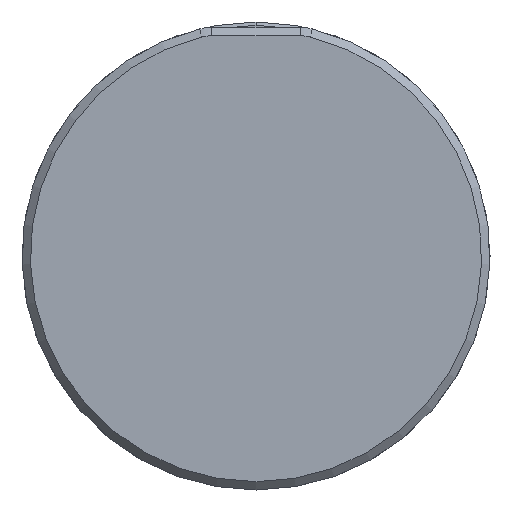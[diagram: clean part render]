
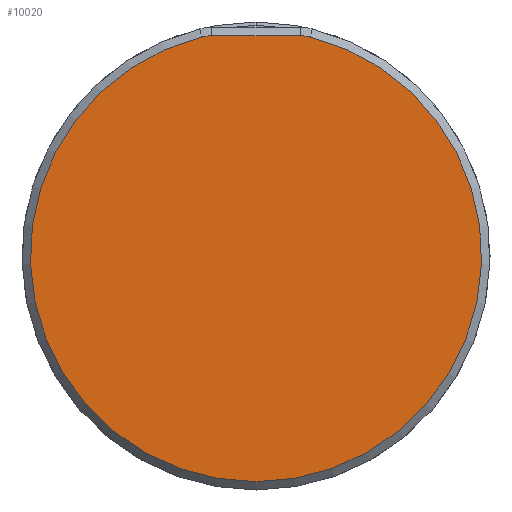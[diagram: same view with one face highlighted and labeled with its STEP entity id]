
A CAD part, front view. The second image highlights one B-rep face of the part: STEP entity #10020.
In plain terms, the highlighted planar face has unit normal (0, -1, 0).
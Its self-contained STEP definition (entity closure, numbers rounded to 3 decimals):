
#264 = CIRCLE ( 'NONE', #6342, 5. ) ;
#277 = VECTOR ( 'NONE', #7317, 1000. ) ;
#687 = ORIENTED_EDGE ( 'NONE', *, *, #8913, .T. ) ;
#1245 = DIRECTION ( 'NONE',  ( 0., 0., 1. ) ) ;
#1295 = PLANE ( 'NONE',  #8142 ) ;
#1957 = CARTESIAN_POINT ( 'NONE',  ( 0., 0., 0. ) ) ;
#1988 = ORIENTED_EDGE ( 'NONE', *, *, #3838, .T. ) ;
#2065 = AXIS2_PLACEMENT_3D ( 'NONE', #10488, #7825, #9675 ) ;
#2419 = CIRCLE ( 'NONE', #2065, 5. ) ;
#2497 = CARTESIAN_POINT ( 'NONE',  ( -6.517, 0., 26.202 ) ) ;
#2783 = FACE_OUTER_BOUND ( 'NONE', #5464, .T. ) ;
#2987 = CARTESIAN_POINT ( 'NONE',  ( 0., 0., 0. ) ) ;
#3082 = DIRECTION ( 'NONE',  ( 0., -1., 0. ) ) ;
#3838 = EDGE_CURVE ( 'NONE', #3932, #10345, #264, .T. ) ;
#3901 = DIRECTION ( 'NONE',  ( 0., 0., 1. ) ) ;
#3932 = VERTEX_POINT ( 'NONE', #7273 ) ;
#4001 = CARTESIAN_POINT ( 'NONE',  ( 0., 0., 26.35 ) ) ;
#4741 = EDGE_CURVE ( 'NONE', #10256, #3932, #8947, .T. ) ;
#5442 = DIRECTION ( 'NONE',  ( 0., 1., 0. ) ) ;
#5464 = EDGE_LOOP ( 'NONE', ( #687, #6480, #1988, #10473 ) ) ;
#5554 = CARTESIAN_POINT ( 'NONE',  ( 5.31, 0., 26.35 ) ) ;
#5814 = VERTEX_POINT ( 'NONE', #7220 ) ;
#6342 = AXIS2_PLACEMENT_3D ( 'NONE', #10658, #3082, #8033 ) ;
#6480 = ORIENTED_EDGE ( 'NONE', *, *, #4741, .T. ) ;
#7087 = EDGE_CURVE ( 'NONE', #10345, #5814, #8333, .T. ) ;
#7220 = CARTESIAN_POINT ( 'NONE',  ( 6.517, 0., 26.202 ) ) ;
#7273 = CARTESIAN_POINT ( 'NONE',  ( -5.31, 0., 26.35 ) ) ;
#7317 = DIRECTION ( 'NONE',  ( -1., 0., 0. ) ) ;
#7825 = DIRECTION ( 'NONE',  ( 0., -1., 0. ) ) ;
#8033 = DIRECTION ( 'NONE',  ( 0., 0., 1. ) ) ;
#8142 = AXIS2_PLACEMENT_3D ( 'NONE', #1957, #5442, #1245 ) ;
#8158 = AXIS2_PLACEMENT_3D ( 'NONE', #2987, #10492, #3901 ) ;
#8333 = CIRCLE ( 'NONE', #8158, 27. ) ;
#8913 = EDGE_CURVE ( 'NONE', #5814, #10256, #2419, .T. ) ;
#8947 = LINE ( 'NONE', #4001, #277 ) ;
#9675 = DIRECTION ( 'NONE',  ( 0., 0., 1. ) ) ;
#10020 = ADVANCED_FACE ( 'NONE', ( #2783 ), #1295, .F. ) ;
#10256 = VERTEX_POINT ( 'NONE', #5554 ) ;
#10345 = VERTEX_POINT ( 'NONE', #2497 ) ;
#10473 = ORIENTED_EDGE ( 'NONE', *, *, #7087, .T. ) ;
#10488 = CARTESIAN_POINT ( 'NONE',  ( 5.31, 0., 21.35 ) ) ;
#10492 = DIRECTION ( 'NONE',  ( 0., -1., 0. ) ) ;
#10658 = CARTESIAN_POINT ( 'NONE',  ( -5.31, 0., 21.35 ) ) ;
